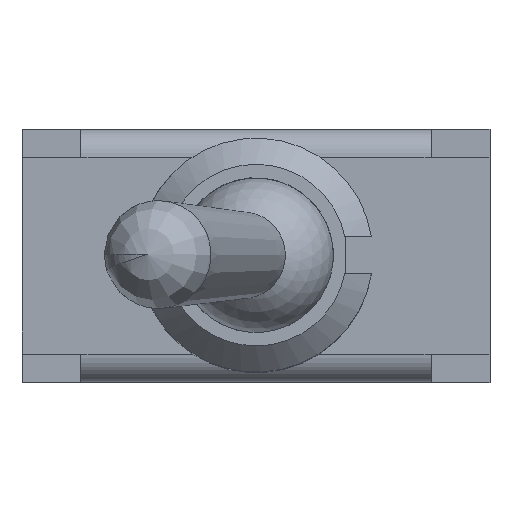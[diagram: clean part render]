
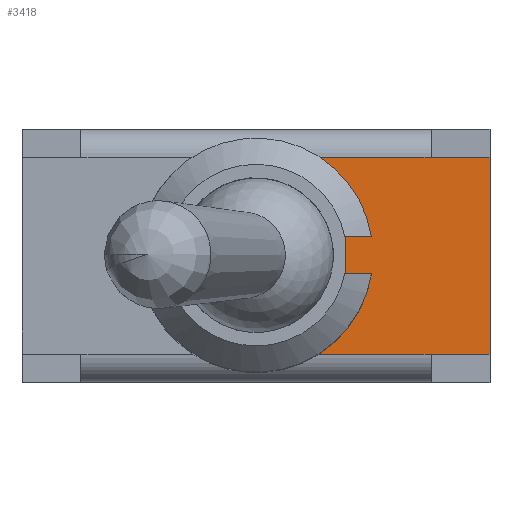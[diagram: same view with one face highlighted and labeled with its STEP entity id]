
A CAD part, top view. The second image highlights one B-rep face of the part: STEP entity #3418.
In plain terms, the highlighted planar face has unit normal (0, 0, 1).
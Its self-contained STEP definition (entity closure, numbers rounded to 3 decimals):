
#246=LINE('',#5378,#629);
#248=LINE('',#5382,#631);
#251=LINE('',#5387,#634);
#258=LINE('',#5421,#641);
#259=LINE('',#5423,#642);
#260=LINE('',#5425,#643);
#261=LINE('',#5427,#644);
#262=LINE('',#5428,#645);
#629=VECTOR('',#4287,1.02);
#631=VECTOR('',#4291,0.71);
#634=VECTOR('',#4296,0.71);
#641=VECTOR('',#4335,3.032);
#642=VECTOR('',#4336,1.6);
#643=VECTOR('',#4337,5.34);
#644=VECTOR('',#4338,1.6);
#645=VECTOR('',#4339,3.032);
#927=PLANE('',#3718);
#1114=FACE_OUTER_BOUND('',#1319,.T.);
#1319=EDGE_LOOP('',(#2733,#2734,#2735,#2736,#2737,#2738,#2739,#2740,#2741,
#2742));
#1484=CIRCLE('',#3704,3.175);
#1486=CIRCLE('',#3706,3.175);
#1638=VERTEX_POINT('',#5290);
#1640=VERTEX_POINT('',#5295);
#1650=VERTEX_POINT('',#5375);
#1651=VERTEX_POINT('',#5377);
#1652=VERTEX_POINT('',#5381);
#1653=VERTEX_POINT('',#5385);
#1664=VERTEX_POINT('',#5420);
#1665=VERTEX_POINT('',#5422);
#1666=VERTEX_POINT('',#5424);
#1667=VERTEX_POINT('',#5426);
#2034=EDGE_CURVE('',#1651,#1650,#246,.T.);
#2036=EDGE_CURVE('',#1652,#1651,#248,.T.);
#2039=EDGE_CURVE('',#1650,#1653,#251,.T.);
#2040=EDGE_CURVE('',#1640,#1652,#1484,.T.);
#2042=EDGE_CURVE('',#1653,#1638,#1486,.T.);
#2057=EDGE_CURVE('',#1638,#1664,#258,.T.);
#2058=EDGE_CURVE('',#1664,#1665,#259,.T.);
#2059=EDGE_CURVE('',#1665,#1666,#260,.T.);
#2060=EDGE_CURVE('',#1667,#1666,#261,.T.);
#2061=EDGE_CURVE('',#1640,#1667,#262,.T.);
#2733=ORIENTED_EDGE('',*,*,#2040,.T.);
#2734=ORIENTED_EDGE('',*,*,#2036,.T.);
#2735=ORIENTED_EDGE('',*,*,#2034,.T.);
#2736=ORIENTED_EDGE('',*,*,#2039,.T.);
#2737=ORIENTED_EDGE('',*,*,#2042,.T.);
#2738=ORIENTED_EDGE('',*,*,#2057,.T.);
#2739=ORIENTED_EDGE('',*,*,#2058,.T.);
#2740=ORIENTED_EDGE('',*,*,#2059,.T.);
#2741=ORIENTED_EDGE('',*,*,#2060,.F.);
#2742=ORIENTED_EDGE('',*,*,#2061,.F.);
#3418=ADVANCED_FACE('',(#1114),#927,.T.);
#3704=AXIS2_PLACEMENT_3D('',#5389,#4299,#4300);
#3706=AXIS2_PLACEMENT_3D('',#5391,#4303,#4304);
#3718=AXIS2_PLACEMENT_3D('',#5419,#4333,#4334);
#4287=DIRECTION('',(0.,-1.,0.));
#4291=DIRECTION('',(-1.,0.,0.));
#4296=DIRECTION('',(1.,0.,0.));
#4299=DIRECTION('center_axis',(0.,0.,-1.));
#4300=DIRECTION('ref_axis',(0.987,0.161,0.));
#4303=DIRECTION('center_axis',(0.,0.,-1.));
#4304=DIRECTION('ref_axis',(0.987,0.161,0.));
#4333=DIRECTION('center_axis',(0.,0.,1.));
#4334=DIRECTION('ref_axis',(1.,0.,0.));
#4335=DIRECTION('',(1.,0.,0.));
#4336=DIRECTION('',(1.,0.,0.));
#4337=DIRECTION('',(0.,1.,0.));
#4338=DIRECTION('',(1.,0.,0.));
#4339=DIRECTION('',(1.,0.,0.));
#5290=CARTESIAN_POINT('',(1.718,-2.67,2.23));
#5295=CARTESIAN_POINT('',(1.718,2.67,2.23));
#5375=CARTESIAN_POINT('',(2.424,-0.51,2.23));
#5377=CARTESIAN_POINT('',(2.424,0.51,2.23));
#5378=CARTESIAN_POINT('',(2.424,0.51,2.23));
#5381=CARTESIAN_POINT('',(3.134,0.51,2.23));
#5382=CARTESIAN_POINT('',(3.134,0.51,2.23));
#5385=CARTESIAN_POINT('',(3.134,-0.51,2.23));
#5387=CARTESIAN_POINT('',(2.424,-0.51,2.23));
#5389=CARTESIAN_POINT('Origin',(0.,0.,2.23));
#5391=CARTESIAN_POINT('Origin',(0.,0.,2.23));
#5419=CARTESIAN_POINT('Origin',(1.486,2.937,2.23));
#5420=CARTESIAN_POINT('',(4.75,-2.67,2.23));
#5421=CARTESIAN_POINT('',(1.718,-2.67,2.23));
#5422=CARTESIAN_POINT('',(6.35,-2.67,2.23));
#5423=CARTESIAN_POINT('',(4.75,-2.67,2.23));
#5424=CARTESIAN_POINT('',(6.35,2.67,2.23));
#5425=CARTESIAN_POINT('',(6.35,-2.67,2.23));
#5426=CARTESIAN_POINT('',(4.75,2.67,2.23));
#5427=CARTESIAN_POINT('',(4.75,2.67,2.23));
#5428=CARTESIAN_POINT('',(1.718,2.67,2.23));
